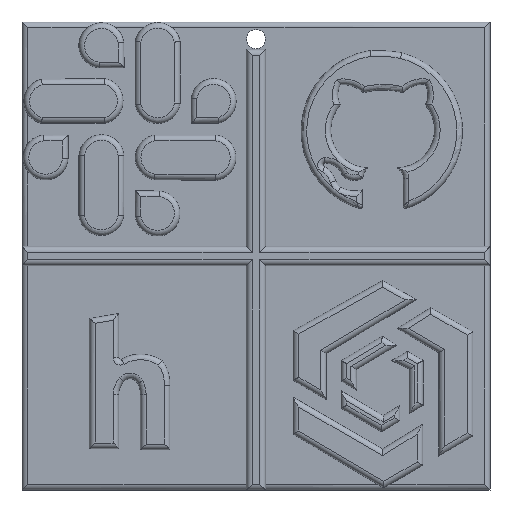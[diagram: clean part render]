
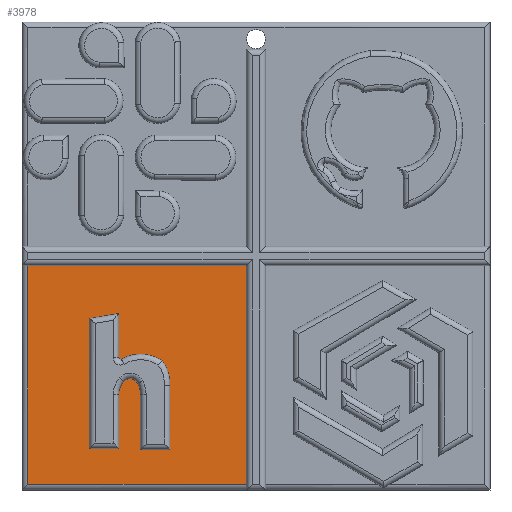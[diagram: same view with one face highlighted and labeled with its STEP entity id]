
A CAD part, front view. The second image highlights one B-rep face of the part: STEP entity #3978.
In plain terms, the highlighted planar face has unit normal (0, -1, 0).
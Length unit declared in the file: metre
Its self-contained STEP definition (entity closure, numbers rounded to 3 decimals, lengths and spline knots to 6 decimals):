
#360=LINE('',#6221,#718);
#361=LINE('',#6224,#719);
#362=LINE('',#6226,#720);
#363=LINE('',#6228,#721);
#364=LINE('',#6236,#722);
#365=LINE('',#6238,#723);
#366=LINE('',#6240,#724);
#367=LINE('',#6248,#725);
#368=LINE('',#6250,#726);
#369=LINE('',#6252,#727);
#370=LINE('',#6254,#728);
#371=LINE('',#6256,#729);
#718=VECTOR('',#4891,1.);
#719=VECTOR('',#4892,1.);
#720=VECTOR('',#4893,1.);
#721=VECTOR('',#4894,1.);
#722=VECTOR('',#4901,1.);
#723=VECTOR('',#4902,1.);
#724=VECTOR('',#4903,1.);
#725=VECTOR('',#4910,1.);
#726=VECTOR('',#4911,1.);
#727=VECTOR('',#4912,1.);
#728=VECTOR('',#4913,1.);
#729=VECTOR('',#4914,1.);
#1132=ORIENTED_EDGE('',*,*,#2352,.T.);
#1133=ORIENTED_EDGE('',*,*,#2353,.T.);
#1134=ORIENTED_EDGE('',*,*,#2354,.F.);
#1135=ORIENTED_EDGE('',*,*,#2355,.F.);
#1136=ORIENTED_EDGE('',*,*,#2356,.T.);
#1137=ORIENTED_EDGE('',*,*,#2357,.F.);
#1138=ORIENTED_EDGE('',*,*,#2358,.F.);
#1139=ORIENTED_EDGE('',*,*,#2359,.F.);
#1140=ORIENTED_EDGE('',*,*,#2360,.F.);
#1141=ORIENTED_EDGE('',*,*,#2361,.F.);
#1142=ORIENTED_EDGE('',*,*,#2362,.T.);
#1143=ORIENTED_EDGE('',*,*,#2363,.T.);
#1144=ORIENTED_EDGE('',*,*,#2364,.T.);
#1145=ORIENTED_EDGE('',*,*,#2365,.F.);
#1146=ORIENTED_EDGE('',*,*,#2366,.F.);
#1147=ORIENTED_EDGE('',*,*,#2367,.F.);
#1148=ORIENTED_EDGE('',*,*,#2368,.T.);
#1149=ORIENTED_EDGE('',*,*,#2369,.T.);
#2352=EDGE_CURVE('',#2962,#2963,#360,.T.);
#2353=EDGE_CURVE('',#2963,#2964,#361,.T.);
#2354=EDGE_CURVE('',#2965,#2964,#362,.T.);
#2355=EDGE_CURVE('',#2962,#2965,#363,.T.);
#2356=EDGE_CURVE('',#2966,#2967,#3258,.T.);
#2357=EDGE_CURVE('',#2968,#2967,#3259,.T.);
#2358=EDGE_CURVE('',#2969,#2968,#3260,.T.);
#2359=EDGE_CURVE('',#2970,#2969,#364,.T.);
#2360=EDGE_CURVE('',#2971,#2970,#365,.T.);
#2361=EDGE_CURVE('',#2972,#2971,#366,.T.);
#2362=EDGE_CURVE('',#2972,#2973,#3261,.T.);
#2363=EDGE_CURVE('',#2973,#2974,#3262,.T.);
#2364=EDGE_CURVE('',#2974,#2975,#3263,.T.);
#2365=EDGE_CURVE('',#2976,#2975,#367,.T.);
#2366=EDGE_CURVE('',#2977,#2976,#368,.T.);
#2367=EDGE_CURVE('',#2978,#2977,#369,.T.);
#2368=EDGE_CURVE('',#2978,#2979,#370,.T.);
#2369=EDGE_CURVE('',#2979,#2966,#371,.T.);
#2962=VERTEX_POINT('',#6222);
#2963=VERTEX_POINT('',#6223);
#2964=VERTEX_POINT('',#6225);
#2965=VERTEX_POINT('',#6227);
#2966=VERTEX_POINT('',#6230);
#2967=VERTEX_POINT('',#6231);
#2968=VERTEX_POINT('',#6233);
#2969=VERTEX_POINT('',#6235);
#2970=VERTEX_POINT('',#6237);
#2971=VERTEX_POINT('',#6239);
#2972=VERTEX_POINT('',#6241);
#2973=VERTEX_POINT('',#6243);
#2974=VERTEX_POINT('',#6245);
#2975=VERTEX_POINT('',#6247);
#2976=VERTEX_POINT('',#6249);
#2977=VERTEX_POINT('',#6251);
#2978=VERTEX_POINT('',#6253);
#2979=VERTEX_POINT('',#6255);
#3258=CIRCLE('',#4304,0.000184);
#3259=CIRCLE('',#4305,0.004251);
#3260=CIRCLE('',#4306,0.004114);
#3261=CIRCLE('',#4307,0.002758);
#3262=CIRCLE('',#4308,0.00092);
#3263=CIRCLE('',#4309,0.002182);
#3351=EDGE_LOOP('',(#1132,#1133,#1134,#1135));
#3352=EDGE_LOOP('',(#1136,#1137,#1138,#1139,#1140,#1141,#1142,#1143,#1144,
#1145,#1146,#1147,#1148,#1149));
#3621=FACE_BOUND('',#3351,.T.);
#3622=FACE_BOUND('',#3352,.T.);
#3880=PLANE('',#4303);
#3978=ADVANCED_FACE('',(#3621,#3622),#3880,.T.);
#4303=AXIS2_PLACEMENT_3D('',#6220,#4889,#4890);
#4304=AXIS2_PLACEMENT_3D('',#6229,#4895,#4896);
#4305=AXIS2_PLACEMENT_3D('',#6232,#4897,#4898);
#4306=AXIS2_PLACEMENT_3D('',#6234,#4899,#4900);
#4307=AXIS2_PLACEMENT_3D('',#6242,#4904,#4905);
#4308=AXIS2_PLACEMENT_3D('',#6244,#4906,#4907);
#4309=AXIS2_PLACEMENT_3D('',#6246,#4908,#4909);
#4889=DIRECTION('',(0.,-1.,0.));
#4890=DIRECTION('',(1.,0.,0.));
#4891=DIRECTION('',(0.,0.,-1.));
#4892=DIRECTION('',(1.,0.,0.));
#4893=DIRECTION('',(0.,0.,-1.));
#4894=DIRECTION('',(1.,0.,0.));
#4895=DIRECTION('',(0.,-1.,0.));
#4896=DIRECTION('',(0.,0.,-1.));
#4897=DIRECTION('',(0.,-1.,0.));
#4898=DIRECTION('',(0.,0.,-1.));
#4899=DIRECTION('',(0.,-1.,0.));
#4900=DIRECTION('',(0.,0.,-1.));
#4901=DIRECTION('',(-0.001,0.,1.));
#4902=DIRECTION('',(1.,0.,0.));
#4903=DIRECTION('',(0.,0.,-1.));
#4904=DIRECTION('',(0.,-1.,0.));
#4905=DIRECTION('',(0.,0.,-1.));
#4906=DIRECTION('',(0.,-1.,0.));
#4907=DIRECTION('',(0.,0.,-1.));
#4908=DIRECTION('',(0.,-1.,0.));
#4909=DIRECTION('',(0.,0.,-1.));
#4910=DIRECTION('',(0.,0.,1.));
#4911=DIRECTION('',(1.,0.,0.));
#4912=DIRECTION('',(0.,0.,-1.));
#4913=DIRECTION('',(0.986,0.,0.164));
#4914=DIRECTION('',(0.,0.,-1.));
#6220=CARTESIAN_POINT('',(0.,-0.002,0.));
#6221=CARTESIAN_POINT('',(-0.024787,-0.002,-0.0254));
#6222=CARTESIAN_POINT('',(-0.024787,-0.002,-0.001037));
#6223=CARTESIAN_POINT('',(-0.024787,-0.002,-0.024787));
#6224=CARTESIAN_POINT('',(-0.001037,-0.002,-0.024787));
#6225=CARTESIAN_POINT('',(-0.001037,-0.002,-0.024787));
#6226=CARTESIAN_POINT('',(-0.001037,-0.002,-0.013218));
#6227=CARTESIAN_POINT('',(-0.001037,-0.002,-0.001037));
#6228=CARTESIAN_POINT('',(-0.013218,-0.002,-0.001037));
#6229=CARTESIAN_POINT('',(-0.014714,-0.002,-0.011038));
#6230=CARTESIAN_POINT('',(-0.014898,-0.002,-0.011038));
#6231=CARTESIAN_POINT('',(-0.014624,-0.002,-0.011199));
#6232=CARTESIAN_POINT('',(-0.012541,-0.002,-0.014904));
#6233=CARTESIAN_POINT('',(-0.010184,-0.002,-0.011367));
#6234=CARTESIAN_POINT('',(-0.013458,-0.002,-0.013858));
#6235=CARTESIAN_POINT('',(-0.009351,-0.002,-0.014087));
#6236=CARTESIAN_POINT('',(-0.009348,-0.002,-0.017556));
#6237=CARTESIAN_POINT('',(-0.009346,-0.002,-0.021025));
#6238=CARTESIAN_POINT('',(-0.010944,-0.002,-0.021025));
#6239=CARTESIAN_POINT('',(-0.012541,-0.002,-0.021025));
#6240=CARTESIAN_POINT('',(-0.012541,-0.002,-0.018051));
#6241=CARTESIAN_POINT('',(-0.012541,-0.002,-0.015077));
#6242=CARTESIAN_POINT('',(-0.015299,-0.002,-0.015077));
#6243=CARTESIAN_POINT('',(-0.012845,-0.002,-0.013819));
#6244=CARTESIAN_POINT('',(-0.013663,-0.002,-0.014239));
#6245=CARTESIAN_POINT('',(-0.014351,-0.002,-0.013628));
#6246=CARTESIAN_POINT('',(-0.012719,-0.002,-0.015077));
#6247=CARTESIAN_POINT('',(-0.014901,-0.002,-0.015077));
#6248=CARTESIAN_POINT('',(-0.014901,-0.002,-0.017994));
#6249=CARTESIAN_POINT('',(-0.014901,-0.002,-0.020912));
#6250=CARTESIAN_POINT('',(-0.016491,-0.002,-0.020912));
#6251=CARTESIAN_POINT('',(-0.01808,-0.002,-0.020912));
#6252=CARTESIAN_POINT('',(-0.01808,-0.002,-0.013849));
#6253=CARTESIAN_POINT('',(-0.01808,-0.002,-0.006787));
#6254=CARTESIAN_POINT('',(-0.016489,-0.002,-0.006522));
#6255=CARTESIAN_POINT('',(-0.014898,-0.002,-0.006256));
#6256=CARTESIAN_POINT('',(-0.014898,-0.002,-0.008647));
